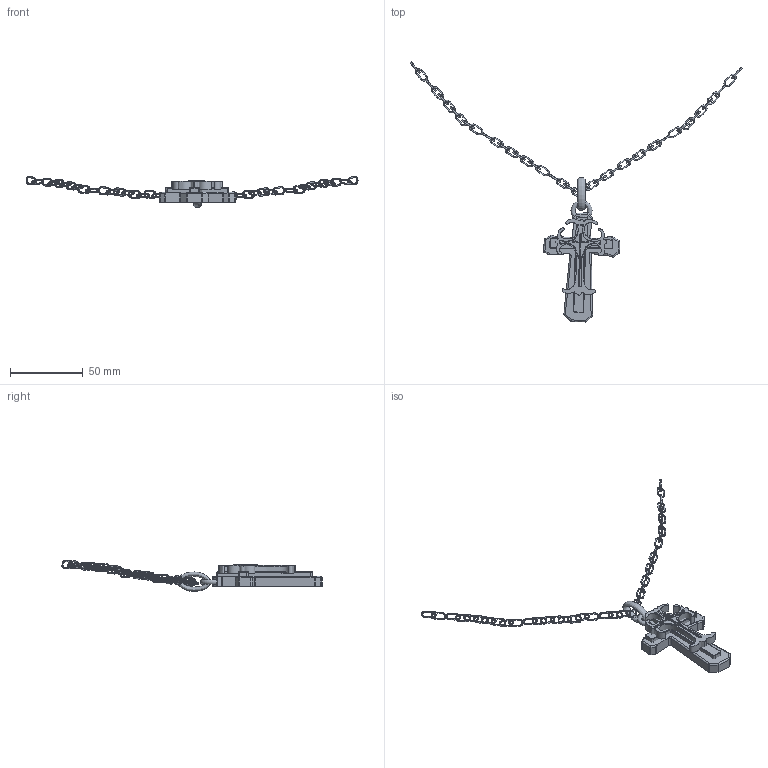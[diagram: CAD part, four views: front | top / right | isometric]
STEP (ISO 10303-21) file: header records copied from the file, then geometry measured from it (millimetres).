
FILE_DESCRIPTION(('FreeCAD Model'),'2;1');
FILE_NAME('Open CASCADE Shape Model','2025-05-04T11:30:39',('FreeCAD'),( 'FreeCAD'),'Open CASCADE STEP processor 7.6','FreeCAD','Unknown');
FILE_SCHEMA(('AUTOMOTIVE_DESIGN { 1 0 10303 214 1 1 1 1 }'));
Products named in the file (1): Open CASCADE STEP translator 7.6 1
Bounding box: 227.59 x 178.26 x 21.12 mm (x, y, z)
Volume: 18782.1 mm3; surface area: 14063.3 mm2
Topology: 6 solids, 191 shells, 444 faces, 3186 edges, 2933 vertices
Faces by surface type: bspline 346, revolution 98
Entity records: 40258 total; most frequent: CARTESIAN_POINT 26433, ORIENTED_EDGE 3866, EDGE_CURVE 3182, VERTEX_POINT 2931, B_SPLINE_CURVE_WITH_KNOTS 1354, FACE_BOUND 472, EDGE_LOOP 472, ADVANCED_FACE 444
